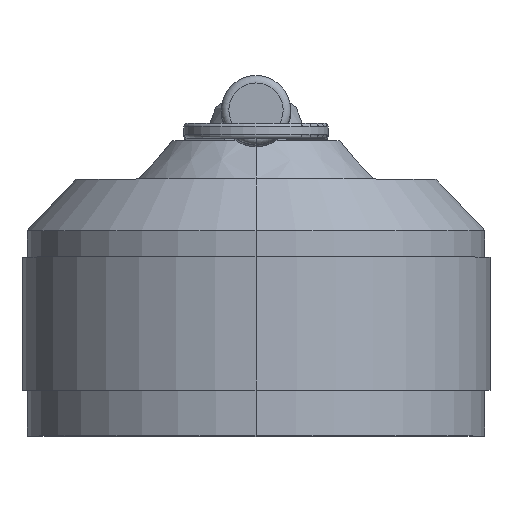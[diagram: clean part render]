
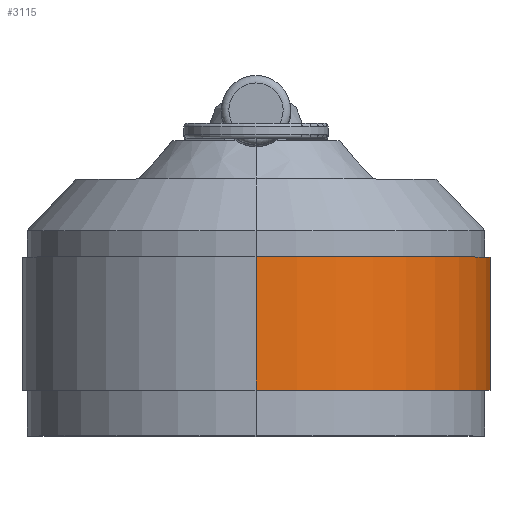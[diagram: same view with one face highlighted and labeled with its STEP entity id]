
A CAD part, top view. The second image highlights one B-rep face of the part: STEP entity #3115.
In plain terms, the highlighted cylindrical face has radius 15.875 mm (diameter 31.75 mm), a partial arc.
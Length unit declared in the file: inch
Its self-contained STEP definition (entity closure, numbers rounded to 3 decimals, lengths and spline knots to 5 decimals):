
#86 = VERTEX_POINT ( 'NONE', #1502 ) ;
#113 = AXIS2_PLACEMENT_3D ( 'NONE', #2769, #1981, #3009 ) ;
#198 = ORIENTED_EDGE ( 'NONE', *, *, #672, .T. ) ;
#252 = CARTESIAN_POINT ( 'NONE',  ( 0., 0.789, 0.625 ) ) ;
#266 = CARTESIAN_POINT ( 'NONE',  ( 0., 0.47805, -0.625 ) ) ;
#334 = ORIENTED_EDGE ( 'NONE', *, *, #2502, .T. ) ;
#406 = ORIENTED_EDGE ( 'NONE', *, *, #3249, .F. ) ;
#417 = CIRCLE ( 'NONE', #1822, 0.625 ) ;
#498 = VERTEX_POINT ( 'NONE', #1082 ) ;
#582 = DIRECTION ( 'NONE',  ( 0., 1., 0. ) ) ;
#622 = VERTEX_POINT ( 'NONE', #3311 ) ;
#672 = EDGE_CURVE ( 'NONE', #622, #2237, #2009, .T. ) ;
#725 = VECTOR ( 'NONE', #1226, 39.37008 ) ;
#788 = CYLINDRICAL_SURFACE ( 'NONE', #3340, 0.625 ) ;
#1055 = DIRECTION ( 'NONE',  ( 0., 0., 1. ) ) ;
#1082 = CARTESIAN_POINT ( 'NONE',  ( 0., 0.47805, 0.625 ) ) ;
#1226 = DIRECTION ( 'NONE',  ( 0., 1., 0. ) ) ;
#1497 = CARTESIAN_POINT ( 'NONE',  ( 0., 0.789, -0.625 ) ) ;
#1502 = CARTESIAN_POINT ( 'NONE',  ( 0., 0.12205, 0.625 ) ) ;
#1687 = ORIENTED_EDGE ( 'NONE', *, *, #2260, .F. ) ;
#1822 = AXIS2_PLACEMENT_3D ( 'NONE', #2724, #582, #1908 ) ;
#1908 = DIRECTION ( 'NONE',  ( 0., 0., 1. ) ) ;
#1981 = DIRECTION ( 'NONE',  ( 0., 1., 0. ) ) ;
#2009 = LINE ( 'NONE', #1497, #725 ) ;
#2162 = CIRCLE ( 'NONE', #113, 0.625 ) ;
#2237 = VERTEX_POINT ( 'NONE', #266 ) ;
#2257 = VECTOR ( 'NONE', #2402, 39.37008 ) ;
#2260 = EDGE_CURVE ( 'NONE', #86, #498, #3097, .T. ) ;
#2402 = DIRECTION ( 'NONE',  ( 0., 1., 0. ) ) ;
#2502 = EDGE_CURVE ( 'NONE', #86, #622, #2162, .T. ) ;
#2686 = DIRECTION ( 'NONE',  ( 0., 1., 0. ) ) ;
#2705 = FACE_OUTER_BOUND ( 'NONE', #3078, .T. ) ;
#2724 = CARTESIAN_POINT ( 'NONE',  ( 0., 0.47805, 0. ) ) ;
#2769 = CARTESIAN_POINT ( 'NONE',  ( 0., 0.12205, 0. ) ) ;
#3009 = DIRECTION ( 'NONE',  ( 0., 0., 1. ) ) ;
#3078 = EDGE_LOOP ( 'NONE', ( #334, #198, #406, #1687 ) ) ;
#3097 = LINE ( 'NONE', #252, #2257 ) ;
#3115 = ADVANCED_FACE ( 'NONE', ( #2705 ), #788, .T. ) ;
#3234 = CARTESIAN_POINT ( 'NONE',  ( 0., 0.789, 0. ) ) ;
#3249 = EDGE_CURVE ( 'NONE', #498, #2237, #417, .T. ) ;
#3311 = CARTESIAN_POINT ( 'NONE',  ( 0., 0.12205, -0.625 ) ) ;
#3340 = AXIS2_PLACEMENT_3D ( 'NONE', #3234, #2686, #1055 ) ;
